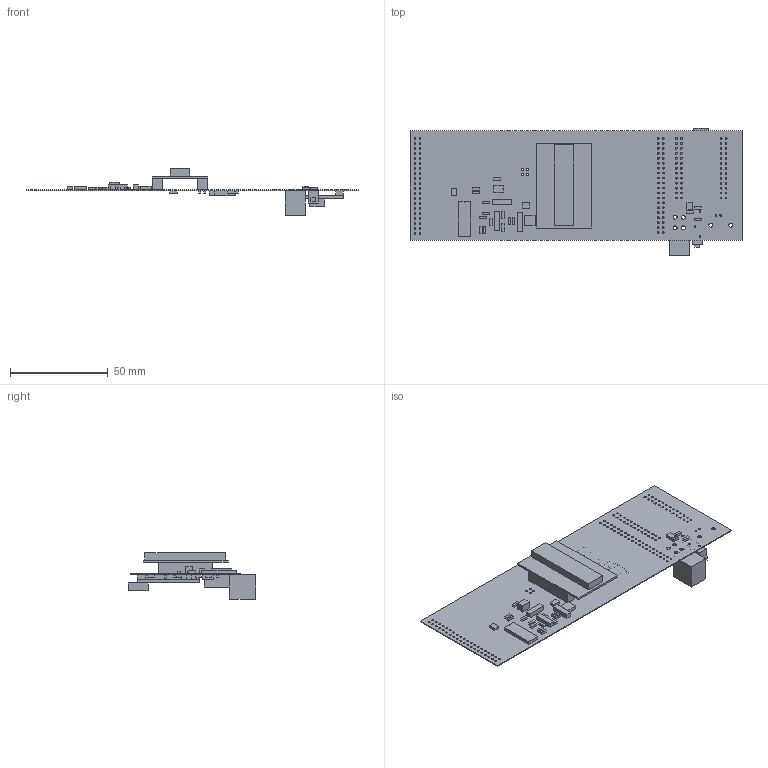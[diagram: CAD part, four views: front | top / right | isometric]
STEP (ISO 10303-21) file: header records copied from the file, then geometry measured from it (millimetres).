
FILE_DESCRIPTION(('Open CASCADE Model'),'2;1');
FILE_NAME('Open CASCADE Shape Model','2020-08-26T16:40:07',('Author'),( 'Open CASCADE'),'Open CASCADE STEP processor 6.8','Open CASCADE 6.8' ,'Unknown');
FILE_SCHEMA(('AUTOMOTIVE_DESIGN { 1 0 10303 214 1 1 1 1 }'));
Length unit declared in the file: millimetre
Products named in the file (87): PCB; Board; Open CASCADE STEP translator 6.8 1.1.1; C16; 6323308080; Extruded; R4; 5795003856; C20; 5794886688; D2; 6172132672; D3; 6323027408; D9; 6323027008; C18; C19; X1; 6171670976; D7; 6171264880; 6171264480; 6171264160; R1; R5; R6; 6323024208; 6323023968; R2; R3; R8; R12; DD5; 6171959088; DD4; 6323308640; DD1; DD6; DD2 ...
Assembly tree (117 placements, depth 4):
  PCB
    Board
      Open CASCADE STEP translator 6.8 1.1.1
    C16
      6323308080
        Extruded
    R4
      5795003856
        Extruded
    C20
      5794886688
        Extruded
    D2
      6172132672
        Extruded
    D3
      6323027408
        Extruded
    D9
      6323027008
        Extruded
    C18
      5795003856
        Extruded
    C19
      6323308080
        Extruded
    X1
      6171670976
        Extruded
    D7
      6171264880  x2
        Extruded
      6171264480
        Extruded
      6171264160
        Extruded
    R1
      5795003856
        Extruded
    R5
      5795003856
        Extruded
    R6
      6323024208
        Extruded
      6323023968
        Extruded
    R2
      5795003856
        Extruded
    R3
      5795003856
        Extruded
    R8
      5795003856
        Extruded
    R12
      5795003856
        Extruded
Bounding box: 169.88 x 64.99 x 23.96 mm (x, y, z)
Volume: 14390.5 mm3; surface area: 31039.2 mm2
Topology: 52 solids, 52 shells, 543 faces, 1317 edges, 878 vertices
Faces by surface type: plane 352, cylinder 191
Full cylindrical faces by diameter (mm): 0.9 x185, 2 x6
Entity records: 13943 total; most frequent: DIRECTION 2277, CARTESIAN_POINT 2050, ORIENTED_EDGE 1890, EDGE_CURVE 945, AXIS2_PLACEMENT_3D 857, FACE_BOUND 739, EDGE_LOOP 739, VERTEX_POINT 630
